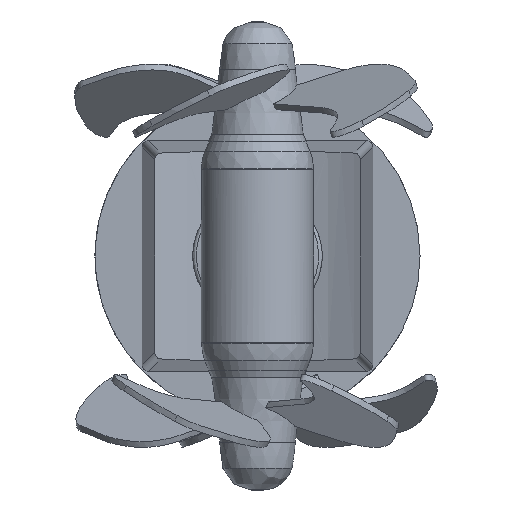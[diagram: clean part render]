
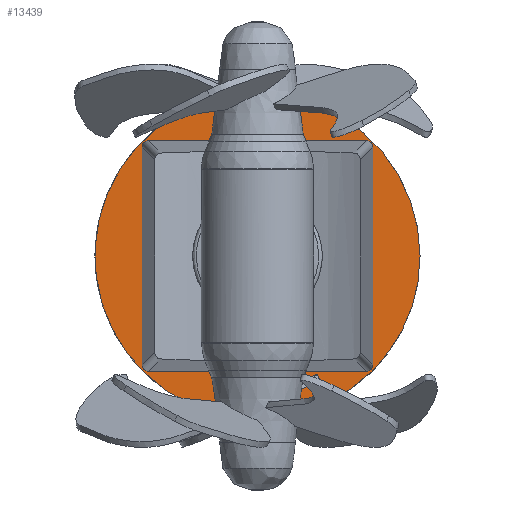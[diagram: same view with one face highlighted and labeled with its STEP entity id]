
A CAD part, front view. The second image highlights one B-rep face of the part: STEP entity #13439.
In plain terms, the highlighted planar face has unit normal (0, -1, 0).
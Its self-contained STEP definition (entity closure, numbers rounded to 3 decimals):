
#37=ELLIPSE('',#14504,5.034,5.);
#38=ELLIPSE('',#14505,5.034,5.);
#39=ELLIPSE('',#14506,5.034,5.);
#40=ELLIPSE('',#14507,5.034,5.);
#1429=LINE('',#22992,#1821);
#1430=LINE('',#22996,#1822);
#1431=LINE('',#23000,#1823);
#1432=LINE('',#23004,#1824);
#1821=VECTOR('',#16230,10.);
#1822=VECTOR('',#16233,10.);
#1823=VECTOR('',#16236,10.);
#1824=VECTOR('',#16239,10.);
#2358=FACE_BOUND('',#3436,.T.);
#2552=FACE_OUTER_BOUND('',#3435,.T.);
#3435=EDGE_LOOP('',(#9114,#9115));
#3436=EDGE_LOOP('',(#9116,#9117,#9118,#9119,#9120,#9121,#9122,#9123));
#4383=CIRCLE('',#14502,129.);
#4384=CIRCLE('',#14503,129.);
#5280=VERTEX_POINT('',#22986);
#5281=VERTEX_POINT('',#22987);
#5282=VERTEX_POINT('',#22990);
#5283=VERTEX_POINT('',#22991);
#5284=VERTEX_POINT('',#22993);
#5285=VERTEX_POINT('',#22995);
#5286=VERTEX_POINT('',#22997);
#5287=VERTEX_POINT('',#22999);
#5288=VERTEX_POINT('',#23001);
#5289=VERTEX_POINT('',#23003);
#6650=EDGE_CURVE('',#5280,#5281,#4383,.T.);
#6651=EDGE_CURVE('',#5281,#5280,#4384,.T.);
#6652=EDGE_CURVE('',#5282,#5283,#1429,.T.);
#6653=EDGE_CURVE('',#5282,#5284,#37,.T.);
#6654=EDGE_CURVE('',#5285,#5284,#1430,.T.);
#6655=EDGE_CURVE('',#5285,#5286,#38,.T.);
#6656=EDGE_CURVE('',#5287,#5286,#1431,.T.);
#6657=EDGE_CURVE('',#5287,#5288,#39,.T.);
#6658=EDGE_CURVE('',#5289,#5288,#1432,.T.);
#6659=EDGE_CURVE('',#5289,#5283,#40,.T.);
#9114=ORIENTED_EDGE('',*,*,#6650,.T.);
#9115=ORIENTED_EDGE('',*,*,#6651,.T.);
#9116=ORIENTED_EDGE('',*,*,#6652,.F.);
#9117=ORIENTED_EDGE('',*,*,#6653,.T.);
#9118=ORIENTED_EDGE('',*,*,#6654,.F.);
#9119=ORIENTED_EDGE('',*,*,#6655,.T.);
#9120=ORIENTED_EDGE('',*,*,#6656,.F.);
#9121=ORIENTED_EDGE('',*,*,#6657,.T.);
#9122=ORIENTED_EDGE('',*,*,#6658,.F.);
#9123=ORIENTED_EDGE('',*,*,#6659,.T.);
#12283=PLANE('',#14501);
#13439=ADVANCED_FACE('',(#2552,#2358),#12283,.T.);
#14501=AXIS2_PLACEMENT_3D('',#22985,#16224,#16225);
#14502=AXIS2_PLACEMENT_3D('',#22988,#16226,#16227);
#14503=AXIS2_PLACEMENT_3D('',#22989,#16228,#16229);
#14504=AXIS2_PLACEMENT_3D('',#22994,#16231,#16232);
#14505=AXIS2_PLACEMENT_3D('',#22998,#16234,#16235);
#14506=AXIS2_PLACEMENT_3D('',#23002,#16237,#16238);
#14507=AXIS2_PLACEMENT_3D('',#23005,#16240,#16241);
#16224=DIRECTION('center_axis',(0.,-1.,0.));
#16225=DIRECTION('ref_axis',(0.,0.,
-1.));
#16226=DIRECTION('center_axis',(0.,-1.,0.));
#16227=DIRECTION('ref_axis',(-1.,0.,0.));
#16228=DIRECTION('center_axis',(0.,-1.,0.));
#16229=DIRECTION('ref_axis',(-1.,0.,0.));
#16230=DIRECTION('',(1.,0.,0.));
#16231=DIRECTION('center_axis',(0.,1.,0.));
#16232=DIRECTION('ref_axis',(-0.707,0.,-0.707));
#16233=DIRECTION('',(0.,0.,-1.));
#16234=DIRECTION('center_axis',(0.,1.,0.));
#16235=DIRECTION('ref_axis',(-0.707,0.,0.707));
#16236=DIRECTION('',(-1.,0.,0.));
#16237=DIRECTION('center_axis',(0.,1.,0.));
#16238=DIRECTION('ref_axis',(0.707,0.,0.707));
#16239=DIRECTION('',(0.,0.,1.));
#16240=DIRECTION('center_axis',(0.,1.,0.));
#16241=DIRECTION('ref_axis',(0.707,0.,-0.707));
#22985=CARTESIAN_POINT('Origin',(-5.723,273.782,0.));
#22986=CARTESIAN_POINT('',(85.21,273.782,-91.5));
#22987=CARTESIAN_POINT('',(123.277,273.782,0.));
#22988=CARTESIAN_POINT('Origin',(-5.723,273.782,0.));
#22989=CARTESIAN_POINT('Origin',(-5.723,273.782,0.));
#22990=CARTESIAN_POINT('',(-92.24,273.782,-91.5));
#22991=CARTESIAN_POINT('',(80.794,273.782,-91.5));
#22992=CARTESIAN_POINT('',(-97.223,273.782,-91.5));
#22993=CARTESIAN_POINT('',(-97.223,273.782,-86.517));
#22994=CARTESIAN_POINT('Origin',(-92.206,273.782,-86.483));
#22995=CARTESIAN_POINT('',(-97.223,273.782,86.517));
#22996=CARTESIAN_POINT('',(-97.223,273.782,91.5));
#22997=CARTESIAN_POINT('',(-92.24,273.782,91.5));
#22998=CARTESIAN_POINT('Origin',(-92.206,273.782,86.483));
#22999=CARTESIAN_POINT('',(80.794,273.782,91.5));
#23000=CARTESIAN_POINT('',(85.777,273.782,91.5));
#23001=CARTESIAN_POINT('',(85.777,273.782,86.517));
#23002=CARTESIAN_POINT('Origin',(80.76,273.782,86.483));
#23003=CARTESIAN_POINT('',(85.777,273.782,-86.517));
#23004=CARTESIAN_POINT('',(85.777,273.782,-91.5));
#23005=CARTESIAN_POINT('Origin',(80.76,273.782,-86.483));
